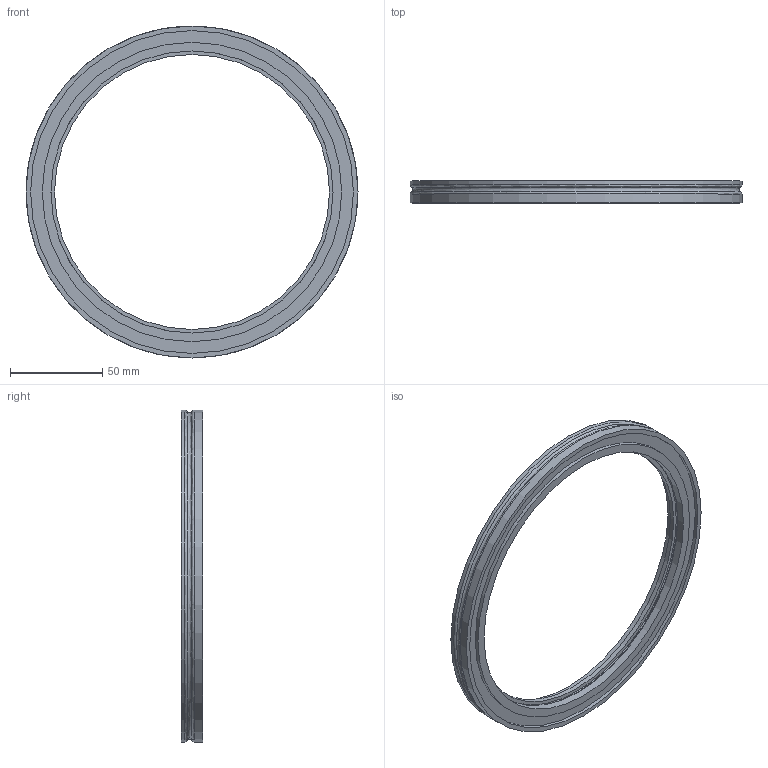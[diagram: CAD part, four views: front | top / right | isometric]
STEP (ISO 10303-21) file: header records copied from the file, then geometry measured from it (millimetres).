
FILE_DESCRIPTION (( 'STEP AP214' ), '1' );
FILE_NAME ('BS1ISOK160153 FULLVAC.STEP', '2019-11-15T09:48:25', ( '' ), ( '' ), 'SwSTEP 2.0', 'SolidWorks 2017', '' );
FILE_SCHEMA (( 'AUTOMOTIVE_DESIGN' ));
Length unit declared in the file: millimetre
Products named in the file (1): BS1ISOK160153 FULLVAC
Bounding box: 180 x 11.9 x 180 mm (x, y, z)
Volume: 77453.8 mm3; surface area: 31314.8 mm2
Topology: 1 solids, 1 shells, 18 faces, 35 edges, 23 vertices
Faces by surface type: cylinder 7, plane 6, bspline 4, cone 1
Full cylindrical faces by diameter (mm): 149.1 x1, 152.9 x1, 153 x1, 162.3 x1, 175 x1, 180 x2
Entity records: 496 total; most frequent: CARTESIAN_POINT 169, DIRECTION 64, EDGE_LOOP 36, ORIENTED_EDGE 36, AXIS2_PLACEMENT_3D 32, FACE_OUTER_BOUND 29, ADVANCED_FACE 18, VERTEX_POINT 18
